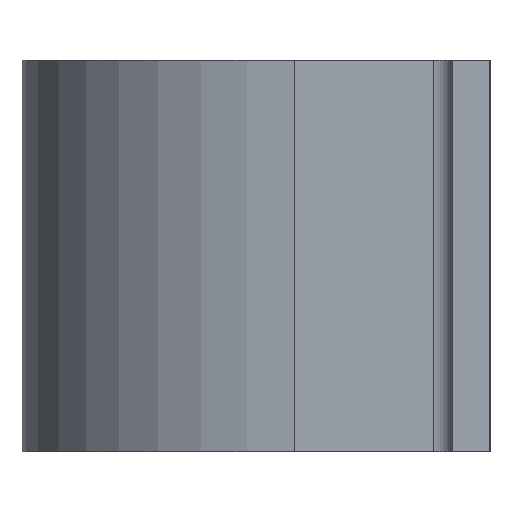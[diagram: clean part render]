
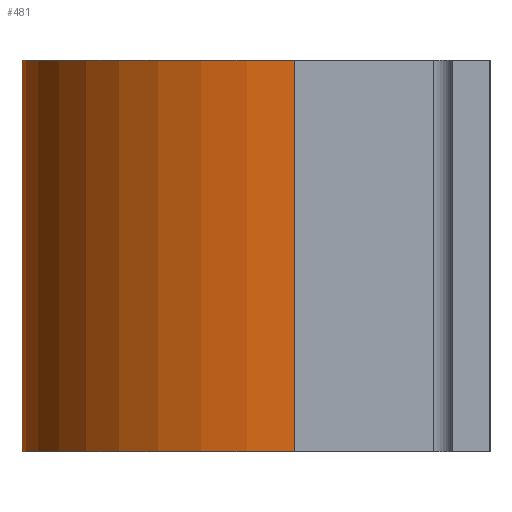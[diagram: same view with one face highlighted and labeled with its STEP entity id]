
A CAD part, left-side view. The second image highlights one B-rep face of the part: STEP entity #481.
In plain terms, the highlighted cylindrical face has radius 11.049 mm (diameter 22.098 mm), a partial arc.
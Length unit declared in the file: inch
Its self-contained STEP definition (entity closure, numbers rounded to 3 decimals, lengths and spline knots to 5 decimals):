
#5 = CIRCLE ( 'NONE', #493, 0.435 ) ;
#19 = DIRECTION ( 'NONE',  ( 1., 0., 0. ) ) ;
#44 = VERTEX_POINT ( 'NONE', #487 ) ;
#52 = VERTEX_POINT ( 'NONE', #258 ) ;
#62 = CARTESIAN_POINT ( 'NONE',  ( 1.685, 0.312, 0.3125 ) ) ;
#86 = CIRCLE ( 'NONE', #543, 0.435 ) ;
#102 = ORIENTED_EDGE ( 'NONE', *, *, #236, .T. ) ;
#118 = CARTESIAN_POINT ( 'NONE',  ( 0.815, 0.312, 0.3125 ) ) ;
#147 = VERTEX_POINT ( 'NONE', #62 ) ;
#158 = EDGE_CURVE ( 'NONE', #52, #147, #5, .T. ) ;
#163 = ORIENTED_EDGE ( 'NONE', *, *, #158, .T. ) ;
#172 = VERTEX_POINT ( 'NONE', #374 ) ;
#182 = CARTESIAN_POINT ( 'NONE',  ( 1.25, 0.312, -0.3125 ) ) ;
#194 = VECTOR ( 'NONE', #271, 39.37008 ) ;
#198 = EDGE_CURVE ( 'NONE', #44, #172, #86, .T. ) ;
#218 = AXIS2_PLACEMENT_3D ( 'NONE', #285, #523, #328 ) ;
#236 = EDGE_CURVE ( 'NONE', #147, #172, #407, .T. ) ;
#255 = LINE ( 'NONE', #118, #451 ) ;
#258 = CARTESIAN_POINT ( 'NONE',  ( 0.815, 0.312, 0.3125 ) ) ;
#271 = DIRECTION ( 'NONE',  ( 0., 0., -1. ) ) ;
#285 = CARTESIAN_POINT ( 'NONE',  ( 1.25, 0.312, 0.3125 ) ) ;
#319 = ORIENTED_EDGE ( 'NONE', *, *, #461, .F. ) ;
#328 = DIRECTION ( 'NONE',  ( -1., 0., 0. ) ) ;
#332 = ORIENTED_EDGE ( 'NONE', *, *, #198, .F. ) ;
#343 = DIRECTION ( 'NONE',  ( 1., 0., 0. ) ) ;
#353 = FACE_OUTER_BOUND ( 'NONE', #499, .T. ) ;
#374 = CARTESIAN_POINT ( 'NONE',  ( 1.685, 0.312, -0.3125 ) ) ;
#386 = CARTESIAN_POINT ( 'NONE',  ( 1.685, 0.312, 0.3125 ) ) ;
#407 = LINE ( 'NONE', #386, #194 ) ;
#439 = CYLINDRICAL_SURFACE ( 'NONE', #218, 0.435 ) ;
#451 = VECTOR ( 'NONE', #475, 39.37008 ) ;
#461 = EDGE_CURVE ( 'NONE', #52, #44, #255, .T. ) ;
#475 = DIRECTION ( 'NONE',  ( 0., 0., -1. ) ) ;
#481 = ADVANCED_FACE ( 'NONE', ( #353 ), #439, .T. ) ;
#487 = CARTESIAN_POINT ( 'NONE',  ( 0.815, 0.312, -0.3125 ) ) ;
#493 = AXIS2_PLACEMENT_3D ( 'NONE', #535, #537, #19 ) ;
#499 = EDGE_LOOP ( 'NONE', ( #332, #319, #163, #102 ) ) ;
#523 = DIRECTION ( 'NONE',  ( 0., 0., -1. ) ) ;
#535 = CARTESIAN_POINT ( 'NONE',  ( 1.25, 0.312, 0.3125 ) ) ;
#536 = DIRECTION ( 'NONE',  ( 0., 0., -1. ) ) ;
#537 = DIRECTION ( 'NONE',  ( 0., 0., -1. ) ) ;
#543 = AXIS2_PLACEMENT_3D ( 'NONE', #182, #536, #343 ) ;
